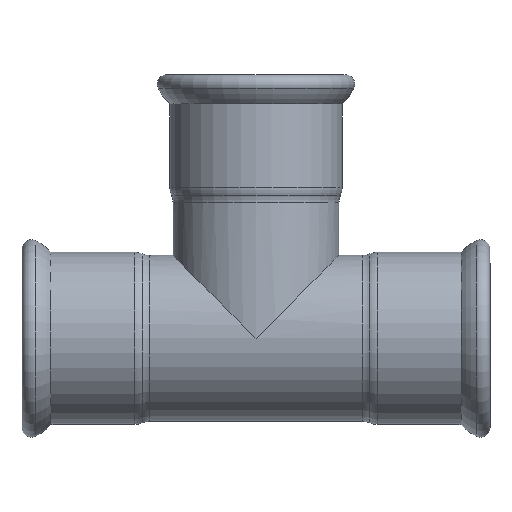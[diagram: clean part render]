
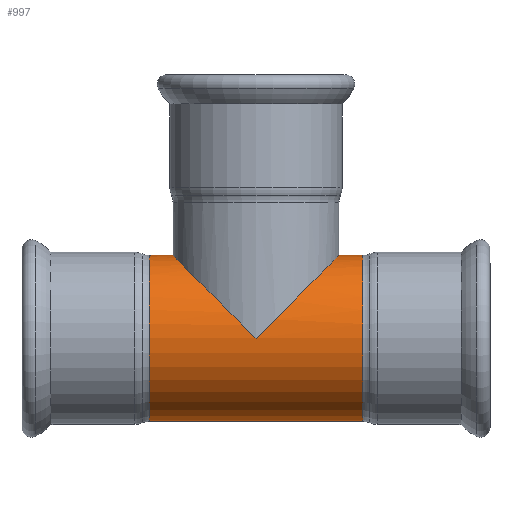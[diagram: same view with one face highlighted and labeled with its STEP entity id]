
A CAD part, front view. The second image highlights one B-rep face of the part: STEP entity #997.
In plain terms, the highlighted cylindrical face has radius 69.85 mm (diameter 139.7 mm), a full revolution.
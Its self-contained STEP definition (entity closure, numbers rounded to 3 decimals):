
#23=ELLIPSE('',#1077,98.783,69.85);
#24=ELLIPSE('',#1078,98.783,69.85);
#26=ELLIPSE('',#1080,98.783,69.85);
#27=ELLIPSE('',#1081,98.783,69.85);
#85=FACE_OUTER_BOUND('',#133,.T.);
#133=EDGE_LOOP('',(#771,#772,#773,#774,#775,#776,#777,#778,#779,#780,#781,
#782,#783,#784));
#168=LINE('',#1880,#190);
#169=LINE('',#1881,#191);
#190=VECTOR('',#1435,69.85);
#191=VECTOR('',#1436,69.85);
#242=CIRCLE('',#1097,69.85);
#243=CIRCLE('',#1098,69.85);
#244=CIRCLE('',#1099,69.85);
#271=CIRCLE('',#1136,69.85);
#272=CIRCLE('',#1137,69.85);
#273=CIRCLE('',#1138,69.85);
#361=VERTEX_POINT('',#1732);
#362=VERTEX_POINT('',#1733);
#363=VERTEX_POINT('',#1735);
#366=VERTEX_POINT('',#1782);
#374=VERTEX_POINT('',#1807);
#375=VERTEX_POINT('',#1809);
#376=VERTEX_POINT('',#1811);
#397=VERTEX_POINT('',#1872);
#398=VERTEX_POINT('',#1874);
#399=VERTEX_POINT('',#1876);
#488=EDGE_CURVE('',#361,#362,#23,.T.);
#489=EDGE_CURVE('',#362,#363,#24,.T.);
#493=EDGE_CURVE('',#363,#366,#26,.T.);
#494=EDGE_CURVE('',#366,#361,#27,.T.);
#507=EDGE_CURVE('',#374,#375,#242,.T.);
#508=EDGE_CURVE('',#375,#376,#243,.T.);
#509=EDGE_CURVE('',#376,#374,#244,.T.);
#539=EDGE_CURVE('',#398,#397,#271,.T.);
#540=EDGE_CURVE('',#399,#398,#272,.T.);
#541=EDGE_CURVE('',#397,#399,#273,.T.);
#542=EDGE_CURVE('',#375,#361,#168,.T.);
#543=EDGE_CURVE('',#361,#399,#169,.T.);
#771=ORIENTED_EDGE('',*,*,#509,.F.);
#772=ORIENTED_EDGE('',*,*,#508,.F.);
#773=ORIENTED_EDGE('',*,*,#542,.T.);
#774=ORIENTED_EDGE('',*,*,#494,.F.);
#775=ORIENTED_EDGE('',*,*,#493,.F.);
#776=ORIENTED_EDGE('',*,*,#489,.F.);
#777=ORIENTED_EDGE('',*,*,#488,.F.);
#778=ORIENTED_EDGE('',*,*,#543,.T.);
#779=ORIENTED_EDGE('',*,*,#540,.T.);
#780=ORIENTED_EDGE('',*,*,#539,.T.);
#781=ORIENTED_EDGE('',*,*,#541,.T.);
#782=ORIENTED_EDGE('',*,*,#543,.F.);
#783=ORIENTED_EDGE('',*,*,#542,.F.);
#784=ORIENTED_EDGE('',*,*,#507,.F.);
#965=CYLINDRICAL_SURFACE('',#1139,69.85);
#997=ADVANCED_FACE('',(#85),#965,.T.);
#1077=AXIS2_PLACEMENT_3D('',#1734,#1303,#1304);
#1078=AXIS2_PLACEMENT_3D('',#1736,#1305,#1306);
#1080=AXIS2_PLACEMENT_3D('',#1783,#1311,#1312);
#1081=AXIS2_PLACEMENT_3D('',#1784,#1313,#1314);
#1097=AXIS2_PLACEMENT_3D('',#1810,#1346,#1347);
#1098=AXIS2_PLACEMENT_3D('',#1812,#1348,#1349);
#1099=AXIS2_PLACEMENT_3D('',#1813,#1350,#1351);
#1136=AXIS2_PLACEMENT_3D('',#1875,#1427,#1428);
#1137=AXIS2_PLACEMENT_3D('',#1877,#1429,#1430);
#1138=AXIS2_PLACEMENT_3D('',#1878,#1431,#1432);
#1139=AXIS2_PLACEMENT_3D('',#1879,#1433,#1434);
#1303=DIRECTION('center_axis',(0.707,0.,
0.707));
#1304=DIRECTION('ref_axis',(-0.707,0.,0.707));
#1305=DIRECTION('center_axis',(0.707,0.,
0.707));
#1306=DIRECTION('ref_axis',(-0.707,0.,0.707));
#1311=DIRECTION('center_axis',(-0.707,0.,
0.707));
#1312=DIRECTION('ref_axis',(-0.707,0.,-0.707));
#1313=DIRECTION('center_axis',(-0.707,0.,
0.707));
#1314=DIRECTION('ref_axis',(-0.707,0.,-0.707));
#1346=DIRECTION('center_axis',(1.,0.,0.));
#1347=DIRECTION('ref_axis',(0.,0.,-1.));
#1348=DIRECTION('center_axis',(1.,0.,0.));
#1349=DIRECTION('ref_axis',(0.,0.,-1.));
#1350=DIRECTION('center_axis',(1.,0.,0.));
#1351=DIRECTION('ref_axis',(0.,0.,-1.));
#1427=DIRECTION('center_axis',(1.,0.,0.));
#1428=DIRECTION('ref_axis',(0.,0.,
-1.));
#1429=DIRECTION('center_axis',(1.,0.,0.));
#1430=DIRECTION('ref_axis',(0.,0.,
-1.));
#1431=DIRECTION('center_axis',(1.,0.,0.));
#1432=DIRECTION('ref_axis',(0.,0.,
-1.));
#1433=DIRECTION('center_axis',(1.,0.,0.));
#1434=DIRECTION('ref_axis',(0.,-1.,0.));
#1435=DIRECTION('',(-1.,0.,0.));
#1436=DIRECTION('',(-1.,0.,0.));
#1732=CARTESIAN_POINT('',(0.,69.85,0.));
#1733=CARTESIAN_POINT('',(-69.85,0.,69.85));
#1734=CARTESIAN_POINT('Origin',(0.,0.,
0.));
#1735=CARTESIAN_POINT('',(0.,-69.85,0.));
#1736=CARTESIAN_POINT('Origin',(0.,0.,
0.));
#1782=CARTESIAN_POINT('',(69.85,0.,69.85));
#1783=CARTESIAN_POINT('Origin',(0.,0.,
0.));
#1784=CARTESIAN_POINT('Origin',(0.,0.,
0.));
#1807=CARTESIAN_POINT('',(89.672,0.,-69.85));
#1809=CARTESIAN_POINT('',(89.672,69.85,0.));
#1810=CARTESIAN_POINT('Origin',(89.672,0.,
0.));
#1811=CARTESIAN_POINT('',(89.672,-69.85,0.));
#1812=CARTESIAN_POINT('Origin',(89.672,0.,
0.));
#1813=CARTESIAN_POINT('Origin',(89.672,0.,
0.));
#1872=CARTESIAN_POINT('',(-89.672,0.,-69.85));
#1874=CARTESIAN_POINT('',(-89.672,-69.85,0.));
#1875=CARTESIAN_POINT('Origin',(-89.672,0.,
0.));
#1876=CARTESIAN_POINT('',(-89.672,69.85,0.));
#1877=CARTESIAN_POINT('Origin',(-89.672,0.,
0.));
#1878=CARTESIAN_POINT('Origin',(-89.672,0.,
0.));
#1879=CARTESIAN_POINT('Origin',(-79.836,0.,
0.));
#1880=CARTESIAN_POINT('',(-79.836,69.85,0.));
#1881=CARTESIAN_POINT('',(-79.836,69.85,0.));
